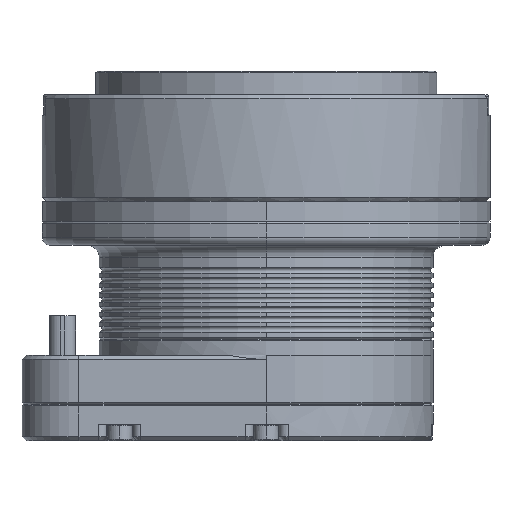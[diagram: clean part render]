
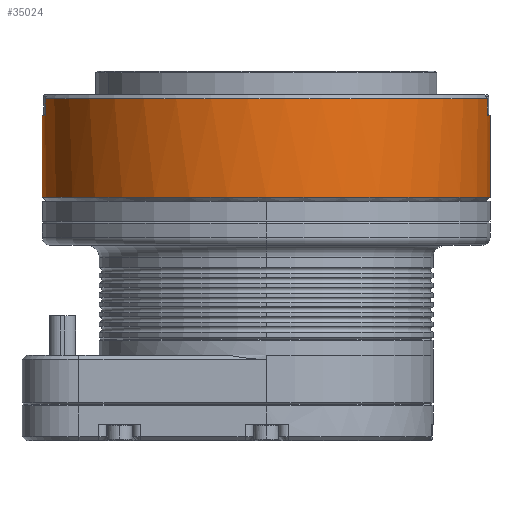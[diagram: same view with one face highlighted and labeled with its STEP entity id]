
A CAD part, left-side view. The second image highlights one B-rep face of the part: STEP entity #35024.
In plain terms, the highlighted cylindrical face has radius 27.5 mm (diameter 55 mm), a partial arc.
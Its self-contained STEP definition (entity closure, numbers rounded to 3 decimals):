
#7822=CARTESIAN_POINT('',(0.,0.,9.9));
#7823=DIRECTION('',(0.,0.,1.));
#7824=DIRECTION('',(0.,1.,0.));
#7825=AXIS2_PLACEMENT_3D('',#7822,#7823,#7824);
#7849=DIRECTION('',(0.,0.,-1.));
#7850=VECTOR('',#7849,10.1);
#7851=CARTESIAN_POINT('',(0.,27.5,20.));
#7852=LINE('',#7851,#7850);
#7853=DIRECTION('',(0.,0.,-1.));
#7854=VECTOR('',#7853,10.1);
#7855=CARTESIAN_POINT('',(0.,-27.5,20.));
#7856=LINE('',#7855,#7854);
#7892=CARTESIAN_POINT('',(0.,0.,20.));
#7893=DIRECTION('',(0.,0.,-1.));
#7894=DIRECTION('',(-0.163,0.987,0.));
#7895=AXIS2_PLACEMENT_3D('',#7892,#7893,#7894);
#7965=CARTESIAN_POINT('',(0.,0.,20.));
#7966=DIRECTION('',(0.,0.,-1.));
#7967=DIRECTION('',(0.,-1.,0.));
#7968=AXIS2_PLACEMENT_3D('',#7965,#7966,#7967);
#8019=DIRECTION('',(0.,0.,1.));
#8020=VECTOR('',#8019,2.);
#8021=CARTESIAN_POINT('',(-4.495,-27.13,20.));
#8022=LINE('',#8021,#8020);
#8059=CARTESIAN_POINT('',(0.,0.,22.));
#8060=DIRECTION('',(0.,0.,-1.));
#8061=DIRECTION('',(-0.163,-0.987,0.));
#8062=AXIS2_PLACEMENT_3D('',#8059,#8060,#8061);
#8248=DIRECTION('',(0.,0.,-1.));
#8249=VECTOR('',#8248,2.);
#8250=CARTESIAN_POINT('',(-4.495,27.13,22.));
#8251=LINE('',#8250,#8249);
#18657=CARTESIAN_POINT('',(0.,27.5,20.));
#18658=CARTESIAN_POINT('',(0.,27.5,9.9));
#18659=VERTEX_POINT('',#18657);
#18660=VERTEX_POINT('',#18658);
#18661=CARTESIAN_POINT('',(0.,-27.5,20.));
#18662=CARTESIAN_POINT('',(0.,-27.5,9.9));
#18663=VERTEX_POINT('',#18661);
#18664=VERTEX_POINT('',#18662);
#18673=CARTESIAN_POINT('',(-4.495,27.13,20.));
#18674=VERTEX_POINT('',#18673);
#18675=CARTESIAN_POINT('',(-4.495,27.13,
22.));
#18676=VERTEX_POINT('',#18675);
#18677=CARTESIAN_POINT('',(-4.495,-27.13,22.));
#18678=VERTEX_POINT('',#18677);
#18679=CARTESIAN_POINT('',(-4.495,-27.13,20.));
#18680=VERTEX_POINT('',#18679);
#35004=CARTESIAN_POINT('',(0.,0.,8.5));
#35005=DIRECTION('',(0.,0.,-1.));
#35006=DIRECTION('',(0.,-1.,0.));
#35007=AXIS2_PLACEMENT_3D('',#35004,#35005,#35006);
#35008=CYLINDRICAL_SURFACE('',#35007,27.5);
#35010=ORIENTED_EDGE('',*,*,#35009,.F.);
#35012=ORIENTED_EDGE('',*,*,#35011,.F.);
#35014=ORIENTED_EDGE('',*,*,#35013,.F.);
#35016=ORIENTED_EDGE('',*,*,#35015,.F.);
#35018=ORIENTED_EDGE('',*,*,#35017,.F.);
#35019=ORIENTED_EDGE('',*,*,#34980,.T.);
#35020=ORIENTED_EDGE('',*,*,#34937,.F.);
#35021=ORIENTED_EDGE('',*,*,#34992,.F.);
#35022=EDGE_LOOP('',(#35010,#35012,#35014,#35016,#35018,#35019,#35020,#35021));
#35023=FACE_OUTER_BOUND('',#35022,.F.);
#7826=CIRCLE('',#7825,27.5);
#7896=CIRCLE('',#7895,27.5);
#7969=CIRCLE('',#7968,27.5);
#8063=CIRCLE('',#8062,27.5);
#34937=EDGE_CURVE('',#18660,#18664,#7826,.T.);
#34980=EDGE_CURVE('',#18663,#18664,#7856,.T.);
#34992=EDGE_CURVE('',#18659,#18660,#7852,.T.);
#35009=EDGE_CURVE('',#18674,#18659,#7896,.T.);
#35011=EDGE_CURVE('',#18676,#18674,#8251,.T.);
#35013=EDGE_CURVE('',#18678,#18676,#8063,.T.);
#35015=EDGE_CURVE('',#18680,#18678,#8022,.T.);
#35017=EDGE_CURVE('',#18663,#18680,#7969,.T.);
#35024=ADVANCED_FACE('',(#35023),#35008,.T.);
